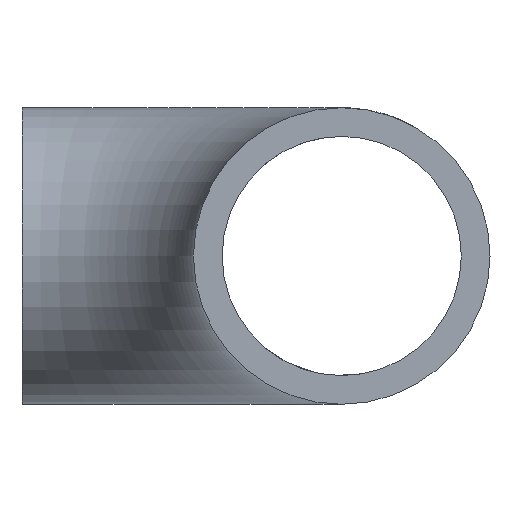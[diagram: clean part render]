
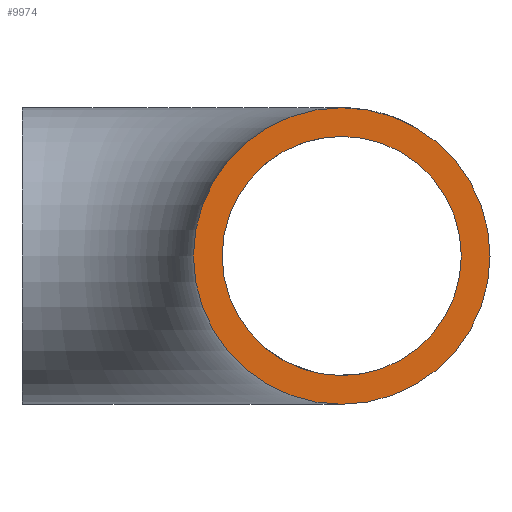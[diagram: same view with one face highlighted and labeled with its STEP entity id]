
A CAD part, left-side view. The second image highlights one B-rep face of the part: STEP entity #9974.
In plain terms, the highlighted planar face has unit normal (-1, 0, 0).
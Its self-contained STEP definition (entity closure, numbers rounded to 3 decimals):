
#946 = CARTESIAN_POINT ( 'NONE',  ( 0., 0., 0. ) ) ;
#1785 = EDGE_CURVE ( 'NONE', #10751, #9693, #9880, .T. ) ;
#3004 = VERTEX_POINT ( 'NONE', #6317 ) ;
#3112 = VERTEX_POINT ( 'NONE', #6394 ) ;
#3213 = FACE_OUTER_BOUND ( 'NONE', #13106, .T. ) ;
#4125 = ORIENTED_EDGE ( 'NONE', *, *, #8807, .F. ) ;
#4693 = CARTESIAN_POINT ( 'NONE',  ( 0., 0., 10.85 ) ) ;
#5488 = CARTESIAN_POINT ( 'NONE',  ( 0., 0., 0. ) ) ;
#5559 = DIRECTION ( 'NONE',  ( 0., 0., -1. ) ) ;
#5681 = CARTESIAN_POINT ( 'NONE',  ( 0., 0., 0. ) ) ;
#5746 = DIRECTION ( 'NONE',  ( 0., 0., -1. ) ) ;
#5875 = EDGE_LOOP ( 'NONE', ( #8166, #8607 ) ) ;
#6074 = CIRCLE ( 'NONE', #14709, 13.45 ) ;
#6317 = CARTESIAN_POINT ( 'NONE',  ( 0., 0., 13.45 ) ) ;
#6394 = CARTESIAN_POINT ( 'NONE',  ( 0., 0., -13.45 ) ) ;
#6701 = DIRECTION ( 'NONE',  ( 1., 0., 0. ) ) ;
#6862 = DIRECTION ( 'NONE',  ( 0., 0., -1. ) ) ;
#6872 = CARTESIAN_POINT ( 'NONE',  ( 0., 0., 0. ) ) ;
#6945 = CIRCLE ( 'NONE', #7708, 13.45 ) ;
#7535 = ORIENTED_EDGE ( 'NONE', *, *, #9455, .F. ) ;
#7580 = CIRCLE ( 'NONE', #12431, 10.85 ) ;
#7708 = AXIS2_PLACEMENT_3D ( 'NONE', #6872, #13158, #5746 ) ;
#8166 = ORIENTED_EDGE ( 'NONE', *, *, #1785, .T. ) ;
#8607 = ORIENTED_EDGE ( 'NONE', *, *, #9139, .T. ) ;
#8807 = EDGE_CURVE ( 'NONE', #3112, #3004, #6945, .T. ) ;
#9139 = EDGE_CURVE ( 'NONE', #9693, #10751, #7580, .T. ) ;
#9455 = EDGE_CURVE ( 'NONE', #3004, #3112, #6074, .T. ) ;
#9693 = VERTEX_POINT ( 'NONE', #11510 ) ;
#9843 = DIRECTION ( 'NONE',  ( 1., 0., 0. ) ) ;
#9871 = AXIS2_PLACEMENT_3D ( 'NONE', #5681, #10552, #14199 ) ;
#9880 = CIRCLE ( 'NONE', #12161, 10.85 ) ;
#9974 = ADVANCED_FACE ( 'NONE', ( #14122, #3213 ), #12933, .F. ) ;
#10552 = DIRECTION ( 'NONE',  ( 1., 0., 0. ) ) ;
#10751 = VERTEX_POINT ( 'NONE', #4693 ) ;
#11510 = CARTESIAN_POINT ( 'NONE',  ( 0., 0., -10.85 ) ) ;
#12161 = AXIS2_PLACEMENT_3D ( 'NONE', #5488, #6701, #6862 ) ;
#12431 = AXIS2_PLACEMENT_3D ( 'NONE', #946, #14164, #5559 ) ;
#12933 = PLANE ( 'NONE',  #9871 ) ;
#12944 = CARTESIAN_POINT ( 'NONE',  ( 0., 0., 0. ) ) ;
#13106 = EDGE_LOOP ( 'NONE', ( #4125, #7535 ) ) ;
#13158 = DIRECTION ( 'NONE',  ( 1., 0., 0. ) ) ;
#14122 = FACE_BOUND ( 'NONE', #5875, .T. ) ;
#14164 = DIRECTION ( 'NONE',  ( 1., 0., 0. ) ) ;
#14199 = DIRECTION ( 'NONE',  ( 0., 0., -1. ) ) ;
#14610 = DIRECTION ( 'NONE',  ( 0., 0., -1. ) ) ;
#14709 = AXIS2_PLACEMENT_3D ( 'NONE', #12944, #9843, #14610 ) ;
